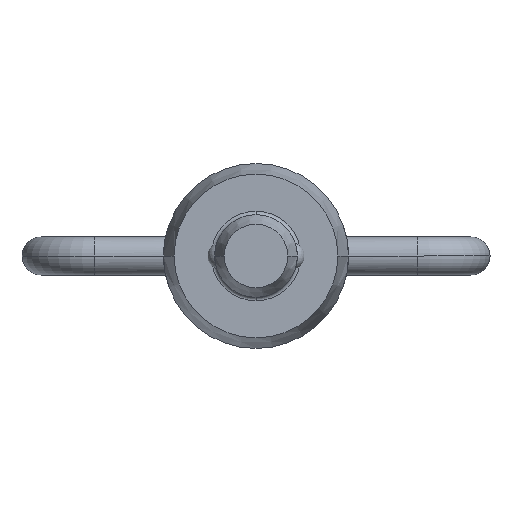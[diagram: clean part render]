
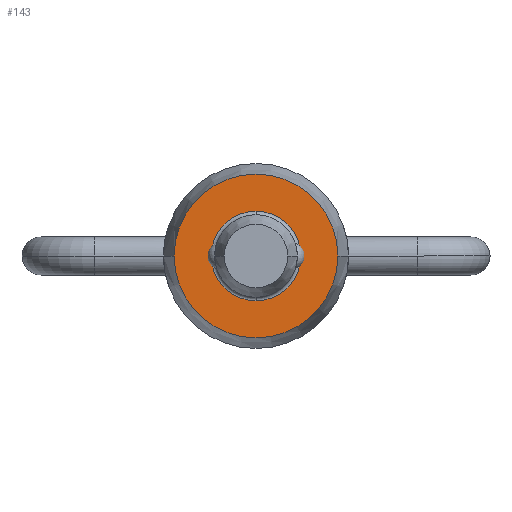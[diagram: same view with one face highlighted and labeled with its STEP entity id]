
A CAD part, front view. The second image highlights one B-rep face of the part: STEP entity #143.
In plain terms, the highlighted planar face has unit normal (0, -1, 0).
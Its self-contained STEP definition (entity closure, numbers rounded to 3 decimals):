
#143=ADVANCED_FACE('',(#283,#284),#285,.T.);
#283=FACE_OUTER_BOUND('',#416,.T.);
#284=FACE_BOUND('',#417,.T.);
#285=PLANE('',#418);
#416=EDGE_LOOP('',(#771,#772));
#417=EDGE_LOOP('',(#773,#774,#775));
#418=AXIS2_PLACEMENT_3D('',#776,#777,#778);
#771=ORIENTED_EDGE('',*,*,#859,.T.);
#772=ORIENTED_EDGE('',*,*,#801,.T.);
#773=ORIENTED_EDGE('',*,*,#926,.T.);
#774=ORIENTED_EDGE('',*,*,#900,.T.);
#775=ORIENTED_EDGE('',*,*,#927,.T.);
#776=CARTESIAN_POINT('',(-3.958,0.,0.0));
#777=DIRECTION('',(0.,-1.0,0.0));
#778=DIRECTION('',(1.0,0.,0.0));
#801=EDGE_CURVE('',#953,#950,#954,.T.);
#859=EDGE_CURVE('',#950,#953,#1047,.T.);
#900=EDGE_CURVE('',#1099,#1102,#1104,.T.);
#926=EDGE_CURVE('',#1130,#1099,#1131,.T.);
#927=EDGE_CURVE('',#1102,#1130,#1132,.T.);
#950=VERTEX_POINT('',#1159);
#953=VERTEX_POINT('',#1163);
#954=CIRCLE('',#1164,4.722);
#1047=CIRCLE('',#1344,4.722);
#1099=VERTEX_POINT('',#1485);
#1102=VERTEX_POINT('',#1488);
#1104=CIRCLE('',#1490,2.581);
#1130=VERTEX_POINT('',#1535);
#1131=CIRCLE('',#1536,2.581);
#1132=CIRCLE('',#1537,2.581);
#1159=CARTESIAN_POINT('',(-4.722,0.0,0.0));
#1163=CARTESIAN_POINT('',(4.722,0.,0.));
#1164=AXIS2_PLACEMENT_3D('',#1558,#1559,#1560);
#1344=AXIS2_PLACEMENT_3D('',#1662,#1663,#1664);
#1485=CARTESIAN_POINT('',(0.,0.,2.581));
#1488=CARTESIAN_POINT('',(0.,0.,-2.581));
#1490=AXIS2_PLACEMENT_3D('',#1717,#1718,#1719);
#1535=CARTESIAN_POINT('',(-2.581,0.0,0.0));
#1536=AXIS2_PLACEMENT_3D('',#1746,#1747,#1748);
#1537=AXIS2_PLACEMENT_3D('',#1749,#1750,#1751);
#1558=CARTESIAN_POINT('',(0.,0.,0.));
#1559=DIRECTION('',(0.,-1.0,0.0));
#1560=DIRECTION('',(-1.0,0.,0.0));
#1662=CARTESIAN_POINT('',(0.,0.,0.));
#1663=DIRECTION('',(0.,-1.0,0.0));
#1664=DIRECTION('',(-1.0,0.,0.0));
#1717=CARTESIAN_POINT('',(0.,0.0,0.0));
#1718=DIRECTION('',(0.,1.0,0.0));
#1719=DIRECTION('',(-1.0,0.,0.0));
#1746=CARTESIAN_POINT('',(0.,0.0,0.0));
#1747=DIRECTION('',(0.,1.0,0.0));
#1748=DIRECTION('',(-1.0,0.,0.0));
#1749=CARTESIAN_POINT('',(0.,0.0,0.0));
#1750=DIRECTION('',(0.,1.0,0.0));
#1751=DIRECTION('',(-1.0,0.,0.0));
